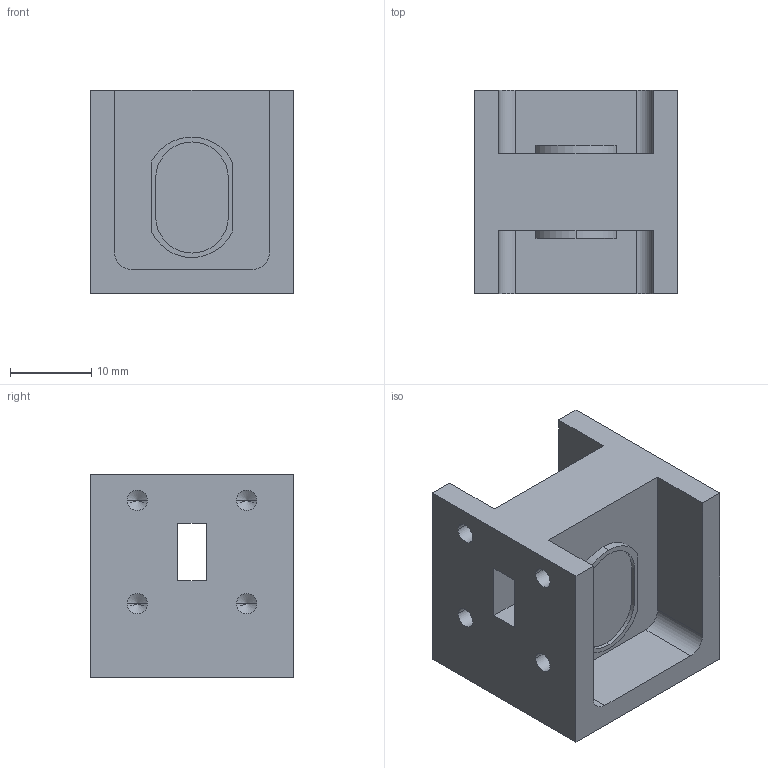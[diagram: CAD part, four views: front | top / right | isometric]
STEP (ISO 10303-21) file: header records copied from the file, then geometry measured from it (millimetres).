
FILE_DESCRIPTION (( 'STEP AP214' ), '1' );
FILE_NAME ('FM-W28CR001_3D.step', '2023-03-08T20:48:31', ( '' ), ( '' ), 'SwSTEP 2.0', 'SolidWorks 2022', '' );
FILE_SCHEMA (( 'AUTOMOTIVE_DESIGN' ));
Length unit declared in the file: inch
Products named in the file (1): FM-W28CR001_3D
Bounding box: 25 x 25 x 25 mm (x, y, z)
Volume: 8126.8 mm3; surface area: 5886.3 mm2
Topology: 1 solids, 1 shells, 202 faces, 490 edges, 302 vertices
Faces by surface type: plane 96, cylinder 68, cone 24, torus 14
Entity records: 6086 total; most frequent: DIRECTION 1036, CARTESIAN_POINT 971, ORIENTED_EDGE 932, EDGE_CURVE 466, AXIS2_PLACEMENT_3D 367, VECTOR 302, LINE 302, VERTEX_POINT 302
